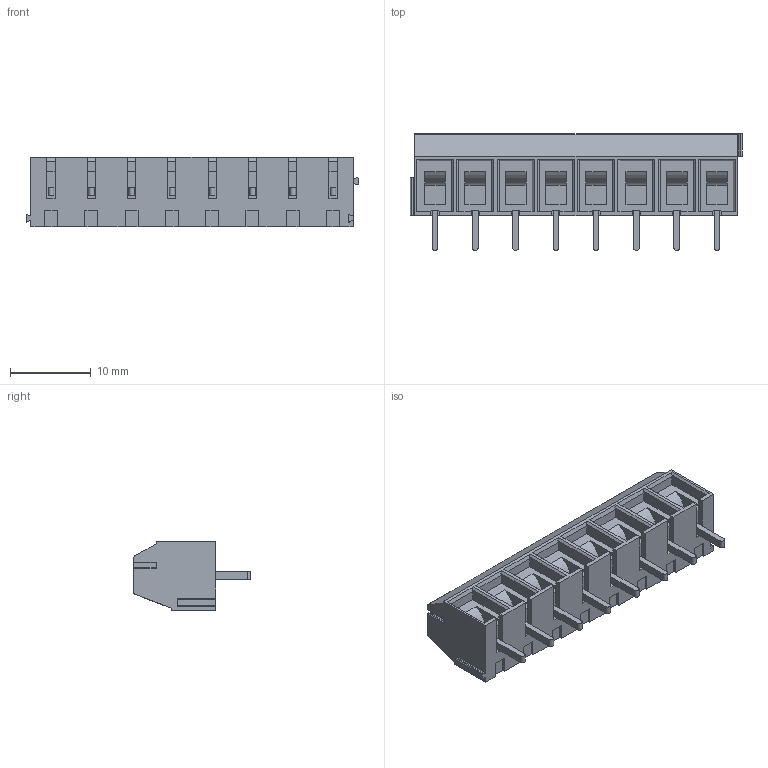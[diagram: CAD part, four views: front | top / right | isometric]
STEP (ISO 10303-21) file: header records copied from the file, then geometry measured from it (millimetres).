
FILE_DESCRIPTION(('STEP AP214'),'1');
FILE_NAME('MBE158-5-V.stp','2020-01-21T08:37:43',(' '),(' '),'Spatial InterOp 3D',' ',' ');
FILE_SCHEMA(('automotive_design'));
Length unit declared in the file: metre
Products named in the file (1): 1
Bounding box: 41.2 x 14.5 x 8.6 mm (x, y, z)
Volume: 2345.1 mm3; surface area: 2884 mm2
Topology: 1 solids, 1 shells, 412 faces, 1125 edges, 750 vertices
Faces by surface type: plane 349, cylinder 54, torus 8, extrusion 1
Full cylindrical faces by diameter (mm): 3.3 x8, 3.4 x8
Entity records: 15949 total; most frequent: CARTESIAN_POINT 2250, ORIENTED_EDGE 2170, DIRECTION 2048, EDGE_CURVE 1085, VECTOR 944, LINE 943, VERTEX_POINT 734, AXIS2_PLACEMENT_3D 552
